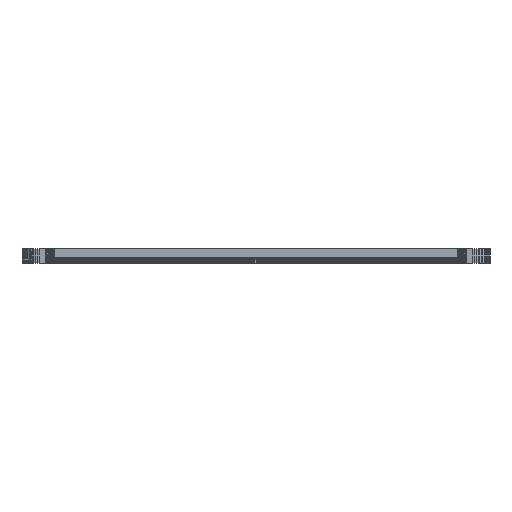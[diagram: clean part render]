
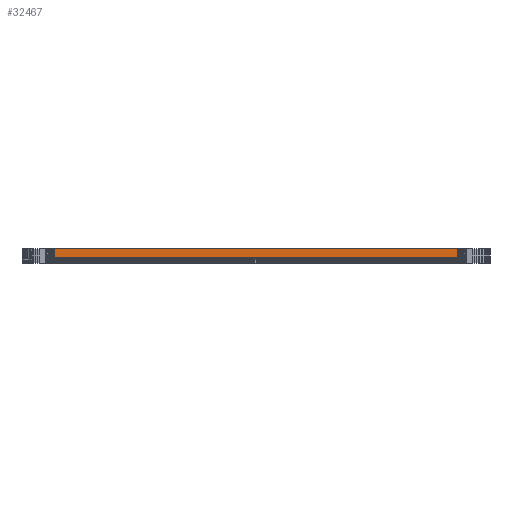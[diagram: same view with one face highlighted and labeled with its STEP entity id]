
A CAD part, front view. The second image highlights one B-rep face of the part: STEP entity #32467.
In plain terms, the highlighted planar face has unit normal (0, -1, 0).
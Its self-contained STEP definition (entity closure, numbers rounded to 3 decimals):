
#7349 = VERTEX_POINT('',#7350);
#7350 = CARTESIAN_POINT('',(-23.3,-18.477,
    1.855));
#7358 = EDGE_CURVE('',#7359,#7349,#7361,.T.);
#7359 = VERTEX_POINT('',#7360);
#7360 = CARTESIAN_POINT('',(23.3,-18.477,
    1.855));
#7361 = LINE('',#7362,#7363);
#7362 = CARTESIAN_POINT('',(23.3,-18.477,
    1.855));
#7363 = VECTOR('',#7364,1.);
#7364 = DIRECTION('',(-1.,0.,0.));
#32402 = EDGE_CURVE('',#7359,#32403,#32405,.T.);
#32403 = VERTEX_POINT('',#32404);
#32404 = CARTESIAN_POINT('',(23.3,-18.477,
    0.8));
#32405 = LINE('',#32406,#32407);
#32406 = CARTESIAN_POINT('',(23.3,-18.477,
    1.855));
#32407 = VECTOR('',#32408,1.);
#32408 = DIRECTION('',(0.,0.,-1.));
#32467 = ADVANCED_FACE('',(#32468),#32486,.T.);
#32468 = FACE_BOUND('',#32469,.T.);
#32469 = EDGE_LOOP('',(#32470,#32471,#32472,#32480));
#32470 = ORIENTED_EDGE('',*,*,#32402,.F.);
#32471 = ORIENTED_EDGE('',*,*,#7358,.T.);
#32472 = ORIENTED_EDGE('',*,*,#32473,.F.);
#32473 = EDGE_CURVE('',#32474,#7349,#32476,.T.);
#32474 = VERTEX_POINT('',#32475);
#32475 = CARTESIAN_POINT('',(-23.3,-18.477,
    0.8));
#32476 = LINE('',#32477,#32478);
#32477 = CARTESIAN_POINT('',(-23.3,-18.477,
    0.8));
#32478 = VECTOR('',#32479,1.);
#32479 = DIRECTION('',(0.,0.,1.));
#32480 = ORIENTED_EDGE('',*,*,#32481,.T.);
#32481 = EDGE_CURVE('',#32474,#32403,#32482,.T.);
#32482 = LINE('',#32483,#32484);
#32483 = CARTESIAN_POINT('',(-23.3,-18.477,
    0.8));
#32484 = VECTOR('',#32485,1.);
#32485 = DIRECTION('',(1.,0.,0.));
#32486 = PLANE('',#32487);
#32487 = AXIS2_PLACEMENT_3D('',#32488,#32489,#32490);
#32488 = CARTESIAN_POINT('',(0.,-18.477,1.327));
#32489 = DIRECTION('',(-0.,-1.,-0.));
#32490 = DIRECTION('',(0.,0.,-1.));
